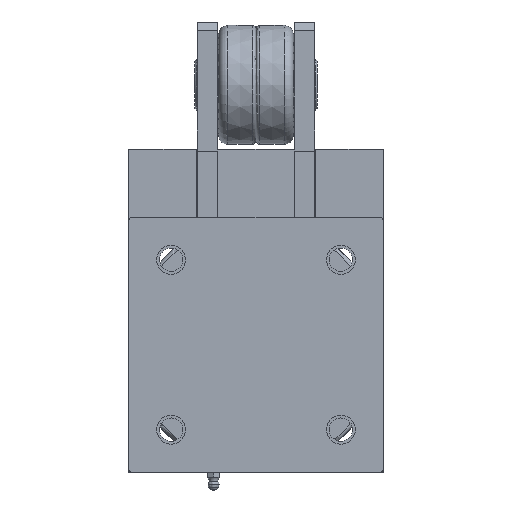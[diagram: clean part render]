
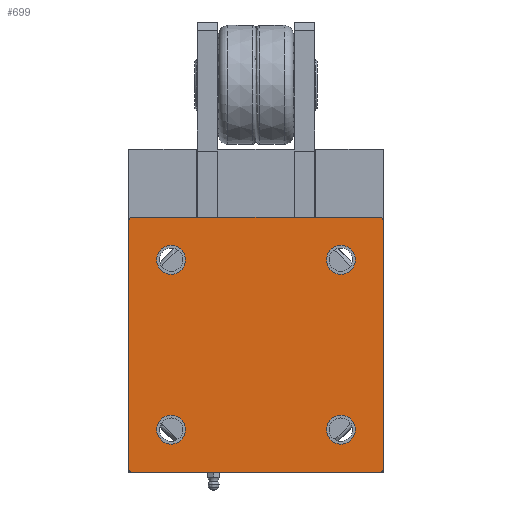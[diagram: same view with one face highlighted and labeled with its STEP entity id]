
A CAD part, left-side view. The second image highlights one B-rep face of the part: STEP entity #699.
In plain terms, the highlighted planar face has unit normal (-1, 0, 0).
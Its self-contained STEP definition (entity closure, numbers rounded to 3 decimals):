
#699=ADVANCED_FACE('',(#1578,#1579,#1580,#1581,#1582),#1583,.T.);
#1578=FACE_OUTER_BOUND('',#2910,.T.);
#1579=FACE_BOUND('',#2911,.T.);
#1580=FACE_BOUND('',#2912,.T.);
#1581=FACE_BOUND('',#2913,.T.);
#1582=FACE_BOUND('',#2914,.T.);
#1583=PLANE('',#2915);
#2910=EDGE_LOOP('',(#4635,#4636,#4637,#4638,#4639,#4640,#4641,#4642));
#2911=EDGE_LOOP('',(#4643,#4644));
#2912=EDGE_LOOP('',(#4645,#4646));
#2913=EDGE_LOOP('',(#4647,#4648));
#2914=EDGE_LOOP('',(#4649,#4650));
#2915=AXIS2_PLACEMENT_3D('',#4651,#4652,#4653);
#4635=ORIENTED_EDGE('',*,*,#5983,.T.);
#4636=ORIENTED_EDGE('',*,*,#5975,.T.);
#4637=ORIENTED_EDGE('',*,*,#5971,.T.);
#4638=ORIENTED_EDGE('',*,*,#6007,.T.);
#4639=ORIENTED_EDGE('',*,*,#6003,.T.);
#4640=ORIENTED_EDGE('',*,*,#6009,.T.);
#4641=ORIENTED_EDGE('',*,*,#6010,.T.);
#4642=ORIENTED_EDGE('',*,*,#6011,.T.);
#4643=ORIENTED_EDGE('',*,*,#5901,.T.);
#4644=ORIENTED_EDGE('',*,*,#5609,.T.);
#4645=ORIENTED_EDGE('',*,*,#5898,.T.);
#4646=ORIENTED_EDGE('',*,*,#5614,.T.);
#4647=ORIENTED_EDGE('',*,*,#5895,.T.);
#4648=ORIENTED_EDGE('',*,*,#5619,.T.);
#4649=ORIENTED_EDGE('',*,*,#5904,.T.);
#4650=ORIENTED_EDGE('',*,*,#5604,.T.);
#4651=CARTESIAN_POINT('',(-0.5,0.,0.));
#4652=DIRECTION('',(-1.0,0.,0.));
#4653=DIRECTION('',(0.,1.0,0.));
#5604=EDGE_CURVE('',#6521,#6518,#6522,.T.);
#5609=EDGE_CURVE('',#6530,#6527,#6531,.T.);
#5614=EDGE_CURVE('',#6539,#6536,#6540,.T.);
#5619=EDGE_CURVE('',#6548,#6545,#6549,.T.);
#5895=EDGE_CURVE('',#6545,#6548,#6950,.T.);
#5898=EDGE_CURVE('',#6536,#6539,#6953,.T.);
#5901=EDGE_CURVE('',#6527,#6530,#6956,.T.);
#5904=EDGE_CURVE('',#6518,#6521,#6959,.T.);
#5971=EDGE_CURVE('',#7027,#7039,#7041,.T.);
#5975=EDGE_CURVE('',#7043,#7027,#7047,.T.);
#5983=EDGE_CURVE('',#7051,#7043,#7059,.T.);
#6003=EDGE_CURVE('',#7085,#7093,#7095,.T.);
#6007=EDGE_CURVE('',#7039,#7085,#7099,.T.);
#6009=EDGE_CURVE('',#7093,#7101,#7102,.T.);
#6010=EDGE_CURVE('',#7101,#7103,#7104,.T.);
#6011=EDGE_CURVE('',#7103,#7051,#7105,.T.);
#6518=VERTEX_POINT('',#8000);
#6521=VERTEX_POINT('',#8004);
#6522=CIRCLE('',#8005,8.5);
#6527=VERTEX_POINT('',#8011);
#6530=VERTEX_POINT('',#8015);
#6531=CIRCLE('',#8016,8.5);
#6536=VERTEX_POINT('',#8022);
#6539=VERTEX_POINT('',#8026);
#6540=CIRCLE('',#8027,8.5);
#6545=VERTEX_POINT('',#8033);
#6548=VERTEX_POINT('',#8037);
#6549=CIRCLE('',#8038,8.5);
#6950=CIRCLE('',#8914,8.5);
#6953=CIRCLE('',#8917,8.5);
#6956=CIRCLE('',#8920,8.5);
#6959=CIRCLE('',#8923,8.5);
#7027=VERTEX_POINT('',#9090);
#7039=VERTEX_POINT('',#9108);
#7041=LINE('',#9111,#9112);
#7043=VERTEX_POINT('',#9114);
#7047=CIRCLE('',#9119,2.0);
#7051=VERTEX_POINT('',#9124);
#7059=LINE('',#9136,#9137);
#7085=VERTEX_POINT('',#9175);
#7093=VERTEX_POINT('',#9187);
#7095=LINE('',#9190,#9191);
#7099=CIRCLE('',#9195,2.0);
#7101=VERTEX_POINT('',#9197);
#7102=CIRCLE('',#9198,2.0);
#7103=VERTEX_POINT('',#9199);
#7104=LINE('',#9200,#9201);
#7105=CIRCLE('',#9202,2.0);
#8000=CARTESIAN_POINT('',(-0.5,58.5,-50.0));
#8004=CARTESIAN_POINT('',(-0.5,41.5,-50.0));
#8005=AXIS2_PLACEMENT_3D('',#9927,#9928,#9929);
#8011=CARTESIAN_POINT('',(-0.5,-41.5,-50.0));
#8015=CARTESIAN_POINT('',(-0.5,-58.5,-50.0));
#8016=AXIS2_PLACEMENT_3D('',#9935,#9936,#9937);
#8022=CARTESIAN_POINT('',(-0.5,58.5,50.0));
#8026=CARTESIAN_POINT('',(-0.5,41.5,50.0));
#8027=AXIS2_PLACEMENT_3D('',#9943,#9944,#9945);
#8033=CARTESIAN_POINT('',(-0.5,-41.5,50.0));
#8037=CARTESIAN_POINT('',(-0.5,-58.5,50.0));
#8038=AXIS2_PLACEMENT_3D('',#9951,#9952,#9953);
#8914=AXIS2_PLACEMENT_3D('',#10370,#10371,#10372);
#8917=AXIS2_PLACEMENT_3D('',#10376,#10377,#10378);
#8920=AXIS2_PLACEMENT_3D('',#10382,#10383,#10384);
#8923=AXIS2_PLACEMENT_3D('',#10388,#10389,#10390);
#9090=CARTESIAN_POINT('',(-0.5,73.0,-75.0));
#9108=CARTESIAN_POINT('',(-0.5,-73.0,-75.0));
#9111=CARTESIAN_POINT('',(-0.5,73.0,-75.0));
#9112=VECTOR('',#10458,146.0);
#9114=CARTESIAN_POINT('',(-0.5,75.0,-73.0));
#9119=AXIS2_PLACEMENT_3D('',#10463,#10464,#10465);
#9124=CARTESIAN_POINT('',(-0.5,75.0,73.0));
#9136=CARTESIAN_POINT('',(-0.5,75.0,73.0));
#9137=VECTOR('',#10471,146.0);
#9175=CARTESIAN_POINT('',(-0.5,-75.0,-73.0));
#9187=CARTESIAN_POINT('',(-0.5,-75.0,73.0));
#9190=CARTESIAN_POINT('',(-0.5,-75.0,-73.0));
#9191=VECTOR('',#10489,146.0);
#9195=AXIS2_PLACEMENT_3D('',#10493,#10494,#10495);
#9197=CARTESIAN_POINT('',(-0.5,-73.0,75.0));
#9198=AXIS2_PLACEMENT_3D('',#10496,#10497,#10498);
#9199=CARTESIAN_POINT('',(-0.5,73.0,75.0));
#9200=CARTESIAN_POINT('',(-0.5,-73.0,75.0));
#9201=VECTOR('',#10499,146.0);
#9202=AXIS2_PLACEMENT_3D('',#10500,#10501,#10502);
#9927=CARTESIAN_POINT('',(-0.5,50.0,-50.0));
#9928=DIRECTION('',(1.0,0.,0.));
#9929=DIRECTION('',(0.,1.0,0.));
#9935=CARTESIAN_POINT('',(-0.5,-50.0,-50.0));
#9936=DIRECTION('',(1.0,0.,0.));
#9937=DIRECTION('',(0.,1.0,0.));
#9943=CARTESIAN_POINT('',(-0.5,50.0,50.0));
#9944=DIRECTION('',(1.0,0.,0.));
#9945=DIRECTION('',(0.,1.0,0.));
#9951=CARTESIAN_POINT('',(-0.5,-50.0,50.0));
#9952=DIRECTION('',(1.0,0.,0.));
#9953=DIRECTION('',(0.,1.0,0.));
#10370=CARTESIAN_POINT('',(-0.5,-50.0,50.0));
#10371=DIRECTION('',(1.0,0.,0.));
#10372=DIRECTION('',(0.,1.0,0.));
#10376=CARTESIAN_POINT('',(-0.5,50.0,50.0));
#10377=DIRECTION('',(1.0,0.,0.));
#10378=DIRECTION('',(0.,1.0,0.));
#10382=CARTESIAN_POINT('',(-0.5,-50.0,-50.0));
#10383=DIRECTION('',(1.0,0.,0.));
#10384=DIRECTION('',(0.,1.0,0.));
#10388=CARTESIAN_POINT('',(-0.5,50.0,-50.0));
#10389=DIRECTION('',(1.0,0.,0.));
#10390=DIRECTION('',(0.,1.0,0.));
#10458=DIRECTION('',(0.,-1.0,0.));
#10463=CARTESIAN_POINT('',(-0.5,73.0,-73.0));
#10464=DIRECTION('',(-1.0,0.,0.));
#10465=DIRECTION('',(0.,-1.0,0.));
#10471=DIRECTION('',(0.,0.0,-1.0));
#10489=DIRECTION('',(0.,0.0,1.0));
#10493=CARTESIAN_POINT('',(-0.5,-73.0,-73.0));
#10494=DIRECTION('',(-1.0,0.,0.));
#10495=DIRECTION('',(0.,-1.0,0.));
#10496=CARTESIAN_POINT('',(-0.5,-73.0,73.0));
#10497=DIRECTION('',(-1.0,0.,0.));
#10498=DIRECTION('',(0.,-1.0,0.));
#10499=DIRECTION('',(0.,1.0,0.));
#10500=CARTESIAN_POINT('',(-0.5,73.0,73.0));
#10501=DIRECTION('',(-1.0,0.,0.));
#10502=DIRECTION('',(0.,-1.0,0.));
